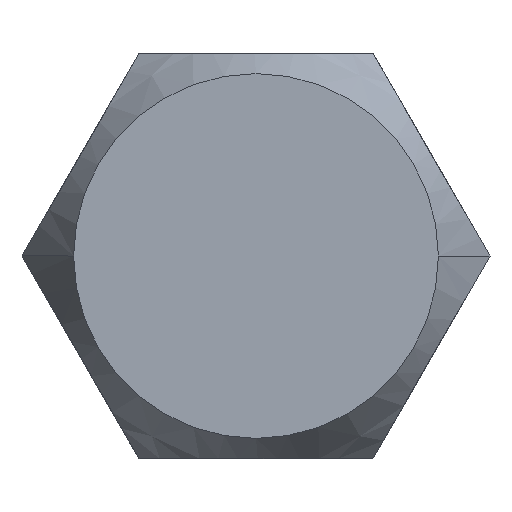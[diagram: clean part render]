
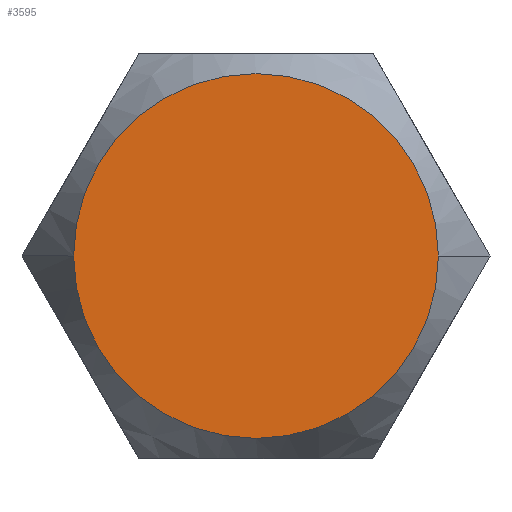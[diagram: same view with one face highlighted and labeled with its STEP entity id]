
A CAD part, front view. The second image highlights one B-rep face of the part: STEP entity #3595.
In plain terms, the highlighted planar face has unit normal (0, -1, 0).
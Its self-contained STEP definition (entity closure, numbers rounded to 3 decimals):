
#339 = CARTESIAN_POINT ( 'NONE',  ( -2.858, 0., 0. ) ) ;
#554 = CIRCLE ( 'NONE', #3766, 2.858 ) ;
#675 = DIRECTION ( 'NONE',  ( -1., 0., 0. ) ) ;
#1038 = DIRECTION ( 'NONE',  ( 0., -1., 0. ) ) ;
#1043 = FACE_OUTER_BOUND ( 'NONE', #2910, .T. ) ;
#1096 = ORIENTED_EDGE ( 'NONE', *, *, #3370, .T. ) ;
#1167 = VERTEX_POINT ( 'NONE', #339 ) ;
#1248 = DIRECTION ( 'NONE',  ( 0., -1., 0. ) ) ;
#1719 = EDGE_CURVE ( 'NONE', #3594, #1167, #2232, .T. ) ;
#1915 = CARTESIAN_POINT ( 'NONE',  ( 0., 0., 0. ) ) ;
#2232 = CIRCLE ( 'NONE', #3736, 2.858 ) ;
#2305 = CARTESIAN_POINT ( 'NONE',  ( 0., 0., 6.35 ) ) ;
#2717 = DIRECTION ( 'NONE',  ( 0., -1., 0. ) ) ;
#2732 = CARTESIAN_POINT ( 'NONE',  ( 0., 0., 0. ) ) ;
#2867 = PLANE ( 'NONE',  #3847 ) ;
#2876 = CARTESIAN_POINT ( 'NONE',  ( 2.858, 0., 0. ) ) ;
#2910 = EDGE_LOOP ( 'NONE', ( #3451, #1096 ) ) ;
#2928 = DIRECTION ( 'NONE',  ( -1., 0., 0. ) ) ;
#3337 = DIRECTION ( 'NONE',  ( -1., 0., 0. ) ) ;
#3370 = EDGE_CURVE ( 'NONE', #1167, #3594, #554, .T. ) ;
#3451 = ORIENTED_EDGE ( 'NONE', *, *, #1719, .T. ) ;
#3594 = VERTEX_POINT ( 'NONE', #2876 ) ;
#3595 = ADVANCED_FACE ( 'NONE', ( #1043 ), #2867, .T. ) ;
#3736 = AXIS2_PLACEMENT_3D ( 'NONE', #2732, #2717, #3337 ) ;
#3766 = AXIS2_PLACEMENT_3D ( 'NONE', #1915, #1248, #675 ) ;
#3847 = AXIS2_PLACEMENT_3D ( 'NONE', #2305, #1038, #2928 ) ;
